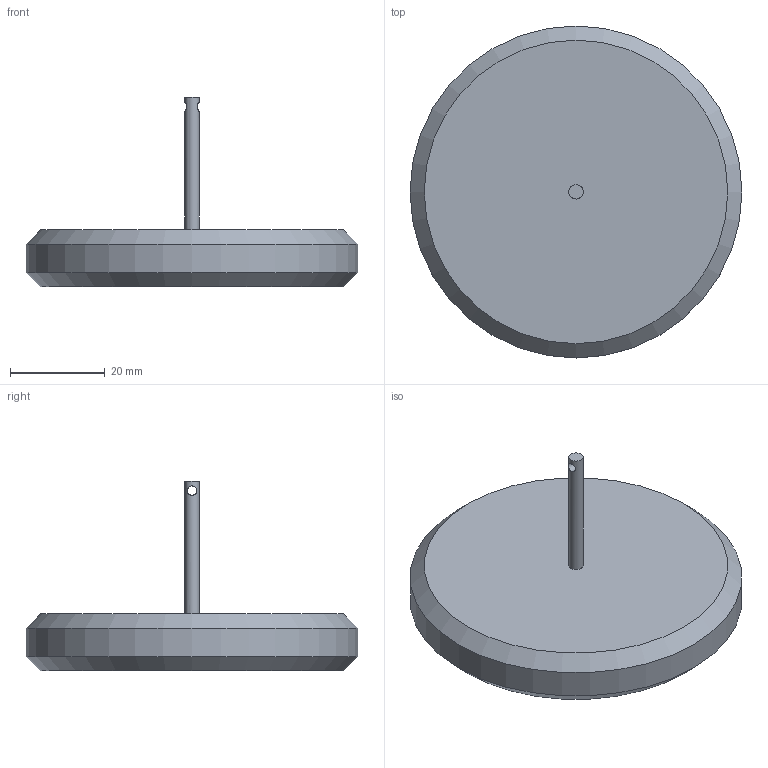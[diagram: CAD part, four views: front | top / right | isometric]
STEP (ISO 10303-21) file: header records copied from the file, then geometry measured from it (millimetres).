
FILE_DESCRIPTION(/* description */ ('STEP AP242','CAx-IF Rec.Pracs.---Representation and Presentation of Product Manufacturing Information (PMI)---4.0---2014-10-13','CAx-IF Rec.Pracs.---3D Tessellated Geometry---0.4---2014-09-14','2;1'),/* implementation_level */ '2;1');
FILE_NAME(/* name */ '66914a6f70e9512065f7a2bb',/* time_stamp */ '2024-07-12T15:23:28Z',/* author */ (''),/* organization */ (''),/* preprocessor_version */ 'ST-DEVELOPER v20',/* originating_system */ ' ',/* authorisation */ ' ');
FILE_SCHEMA (('AP242_MANAGED_MODEL_BASED_3D_ENGINEERING_MIM_LF { 1 0 10303 442 1 1 4 }'));
Length unit declared in the file: metre
Products named in the file (2): Rod Displacer; Displacer
Bounding box: 70 x 70 x 40 mm (x, y, z)
Volume: 44447.8 mm3; surface area: 9883.9 mm2
Topology: 2 solids, 2 shells, 11 faces, 18 edges, 11 vertices
Faces by surface type: plane 5, cylinder 4, cone 2
Full cylindrical faces by diameter (mm): 2 x1, 3 x2, 70 x1
Entity records: 280 total; most frequent: CARTESIAN_POINT 53, DIRECTION 42, AXIS2_PLACEMENT_3D 21, ORIENTED_EDGE 20, EDGE_LOOP 20, FACE_BOUND 20, ADVANCED_FACE 11, EDGE_CURVE 10
